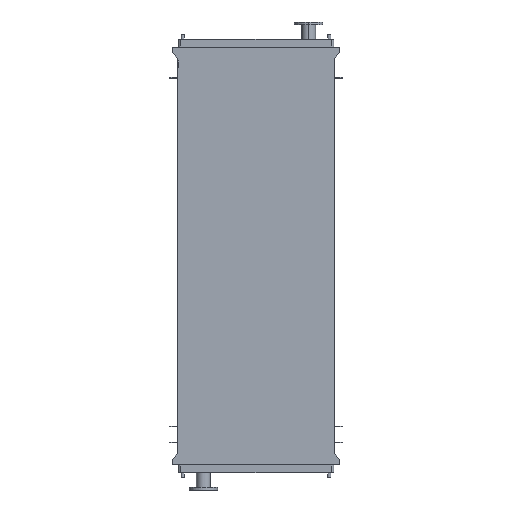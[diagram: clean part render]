
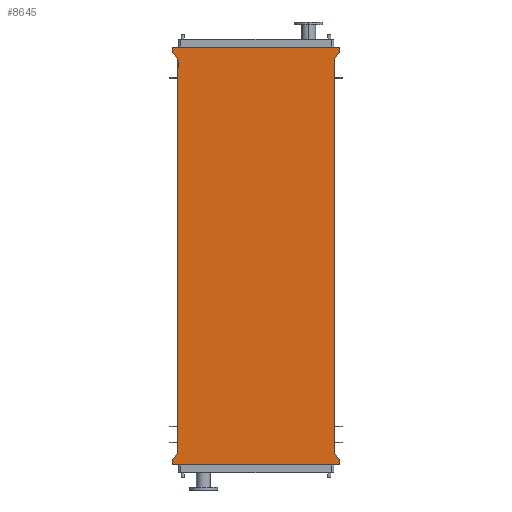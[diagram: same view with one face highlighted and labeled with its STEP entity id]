
A CAD part, front view. The second image highlights one B-rep face of the part: STEP entity #8645.
In plain terms, the highlighted planar face has unit normal (0, -1, 0).
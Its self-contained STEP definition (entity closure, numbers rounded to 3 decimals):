
#84 = CARTESIAN_POINT ( 'NONE',  ( -605., 0., -3050. ) ) ;
#125 = EDGE_CURVE ( 'NONE', #12051, #11160, #2997, .T. ) ;
#191 = LINE ( 'NONE', #5559, #11394 ) ;
#366 = LINE ( 'NONE', #3240, #8602 ) ;
#505 = EDGE_CURVE ( 'NONE', #7264, #17187, #11790, .T. ) ;
#625 = CARTESIAN_POINT ( 'NONE',  ( -651., 0., -3103. ) ) ;
#1101 = EDGE_CURVE ( 'NONE', #17187, #12051, #3522, .T. ) ;
#1269 = EDGE_CURVE ( 'NONE', #9573, #7264, #191, .T. ) ;
#1427 = CARTESIAN_POINT ( 'NONE',  ( 651., 0., -3145. ) ) ;
#1585 = CARTESIAN_POINT ( 'NONE',  ( 651., 0., -3145. ) ) ;
#1621 = EDGE_CURVE ( 'NONE', #11337, #8473, #366, .T. ) ;
#1798 = ORIENTED_EDGE ( 'NONE', *, *, #8554, .F. ) ;
#2222 = CARTESIAN_POINT ( 'NONE',  ( -605., 0., -3050. ) ) ;
#2228 = EDGE_CURVE ( 'NONE', #8787, #5197, #12764, .T. ) ;
#2256 = EDGE_LOOP ( 'NONE', ( #8722, #16825, #9571, #12241, #7742, #13684, #15000, #13235, #14625, #1798, #5694, #9124 ) ) ;
#2448 = VERTEX_POINT ( 'NONE', #1427 ) ;
#2631 = DIRECTION ( 'NONE',  ( 0.655, 0., 0.755 ) ) ;
#2846 = LINE ( 'NONE', #9708, #12330 ) ;
#2867 = LINE ( 'NONE', #14815, #13167 ) ;
#2997 = LINE ( 'NONE', #8460, #3492 ) ;
#3224 = EDGE_CURVE ( 'NONE', #5197, #6318, #11804, .T. ) ;
#3240 = CARTESIAN_POINT ( 'NONE',  ( 605., 0., -3050. ) ) ;
#3273 = CARTESIAN_POINT ( 'NONE',  ( -651., 0., 95. ) ) ;
#3492 = VECTOR ( 'NONE', #8201, 1000. ) ;
#3522 = LINE ( 'NONE', #2222, #7757 ) ;
#3531 = CARTESIAN_POINT ( 'NONE',  ( -605., 0., -3050. ) ) ;
#3609 = CARTESIAN_POINT ( 'NONE',  ( 651., 0., 53. ) ) ;
#3734 = LINE ( 'NONE', #17065, #7274 ) ;
#3940 = VERTEX_POINT ( 'NONE', #6026 ) ;
#4710 = CARTESIAN_POINT ( 'NONE',  ( 605., 0., -3050. ) ) ;
#4966 = VECTOR ( 'NONE', #13038, 1000. ) ;
#5197 = VERTEX_POINT ( 'NONE', #12170 ) ;
#5328 = DIRECTION ( 'NONE',  ( 0.655, 0., -0.755 ) ) ;
#5559 = CARTESIAN_POINT ( 'NONE',  ( -651., 0., -3103. ) ) ;
#5694 = ORIENTED_EDGE ( 'NONE', *, *, #9337, .F. ) ;
#5937 = DIRECTION ( 'NONE',  ( 0., -1., 0. ) ) ;
#6026 = CARTESIAN_POINT ( 'NONE',  ( 651., 0., -3103. ) ) ;
#6168 = AXIS2_PLACEMENT_3D ( 'NONE', #3531, #5937, #11470 ) ;
#6201 = LINE ( 'NONE', #7681, #4966 ) ;
#6318 = VERTEX_POINT ( 'NONE', #3609 ) ;
#6331 = VECTOR ( 'NONE', #2631, 1000. ) ;
#6698 = DIRECTION ( 'NONE',  ( 0., 0., -1. ) ) ;
#7264 = VERTEX_POINT ( 'NONE', #625 ) ;
#7274 = VECTOR ( 'NONE', #5328, 1000. ) ;
#7587 = DIRECTION ( 'NONE',  ( 0., 0., 1. ) ) ;
#7681 = CARTESIAN_POINT ( 'NONE',  ( -651., 0., 53. ) ) ;
#7742 = ORIENTED_EDGE ( 'NONE', *, *, #16101, .F. ) ;
#7757 = VECTOR ( 'NONE', #7587, 1000. ) ;
#8090 = EDGE_CURVE ( 'NONE', #6318, #8473, #2867, .T. ) ;
#8201 = DIRECTION ( 'NONE',  ( -0.655, 0., 0.755 ) ) ;
#8301 = PLANE ( 'NONE',  #6168 ) ;
#8384 = EDGE_CURVE ( 'NONE', #11337, #3940, #3734, .T. ) ;
#8460 = CARTESIAN_POINT ( 'NONE',  ( -605., 0., 0. ) ) ;
#8473 = VERTEX_POINT ( 'NONE', #10514 ) ;
#8554 = EDGE_CURVE ( 'NONE', #2448, #9573, #2846, .T. ) ;
#8602 = VECTOR ( 'NONE', #9677, 1000. ) ;
#8642 = CARTESIAN_POINT ( 'NONE',  ( -651., 0., 95. ) ) ;
#8645 = ADVANCED_FACE ( 'NONE', ( #9624 ), #8301, .T. ) ;
#8722 = ORIENTED_EDGE ( 'NONE', *, *, #1621, .T. ) ;
#8787 = VERTEX_POINT ( 'NONE', #3273 ) ;
#9124 = ORIENTED_EDGE ( 'NONE', *, *, #8384, .F. ) ;
#9238 = CARTESIAN_POINT ( 'NONE',  ( -605., 0., 0. ) ) ;
#9337 = EDGE_CURVE ( 'NONE', #3940, #2448, #17279, .T. ) ;
#9562 = VECTOR ( 'NONE', #13197, 1000. ) ;
#9571 = ORIENTED_EDGE ( 'NONE', *, *, #3224, .F. ) ;
#9573 = VERTEX_POINT ( 'NONE', #13313 ) ;
#9624 = FACE_OUTER_BOUND ( 'NONE', #2256, .T. ) ;
#9677 = DIRECTION ( 'NONE',  ( 0., 0., 1. ) ) ;
#9708 = CARTESIAN_POINT ( 'NONE',  ( -651., 0., -3145. ) ) ;
#10135 = CARTESIAN_POINT ( 'NONE',  ( 651., 0., 95. ) ) ;
#10514 = CARTESIAN_POINT ( 'NONE',  ( 605., 0., 0. ) ) ;
#10883 = DIRECTION ( 'NONE',  ( -0.655, 0., -0.755 ) ) ;
#11160 = VERTEX_POINT ( 'NONE', #14806 ) ;
#11337 = VERTEX_POINT ( 'NONE', #4710 ) ;
#11369 = DIRECTION ( 'NONE',  ( 1., 0., 0. ) ) ;
#11394 = VECTOR ( 'NONE', #14593, 1000. ) ;
#11470 = DIRECTION ( 'NONE',  ( 0., 0., -1. ) ) ;
#11790 = LINE ( 'NONE', #84, #6331 ) ;
#11804 = LINE ( 'NONE', #10135, #9562 ) ;
#12051 = VERTEX_POINT ( 'NONE', #9238 ) ;
#12170 = CARTESIAN_POINT ( 'NONE',  ( 651., 0., 95. ) ) ;
#12241 = ORIENTED_EDGE ( 'NONE', *, *, #2228, .F. ) ;
#12330 = VECTOR ( 'NONE', #13491, 1000. ) ;
#12358 = VECTOR ( 'NONE', #6698, 1000. ) ;
#12764 = LINE ( 'NONE', #8642, #15874 ) ;
#13038 = DIRECTION ( 'NONE',  ( 0., 0., 1. ) ) ;
#13167 = VECTOR ( 'NONE', #10883, 1000. ) ;
#13197 = DIRECTION ( 'NONE',  ( 0., 0., -1. ) ) ;
#13235 = ORIENTED_EDGE ( 'NONE', *, *, #505, .F. ) ;
#13313 = CARTESIAN_POINT ( 'NONE',  ( -651., 0., -3145. ) ) ;
#13491 = DIRECTION ( 'NONE',  ( -1., 0., 0. ) ) ;
#13684 = ORIENTED_EDGE ( 'NONE', *, *, #125, .F. ) ;
#14359 = CARTESIAN_POINT ( 'NONE',  ( -605., 0., -3050. ) ) ;
#14593 = DIRECTION ( 'NONE',  ( 0., 0., 1. ) ) ;
#14625 = ORIENTED_EDGE ( 'NONE', *, *, #1269, .F. ) ;
#14806 = CARTESIAN_POINT ( 'NONE',  ( -651., 0., 53. ) ) ;
#14815 = CARTESIAN_POINT ( 'NONE',  ( 651., 0., 53. ) ) ;
#15000 = ORIENTED_EDGE ( 'NONE', *, *, #1101, .F. ) ;
#15874 = VECTOR ( 'NONE', #11369, 1000. ) ;
#16101 = EDGE_CURVE ( 'NONE', #11160, #8787, #6201, .T. ) ;
#16825 = ORIENTED_EDGE ( 'NONE', *, *, #8090, .F. ) ;
#17065 = CARTESIAN_POINT ( 'NONE',  ( 651., 0., -3103. ) ) ;
#17187 = VERTEX_POINT ( 'NONE', #14359 ) ;
#17279 = LINE ( 'NONE', #1585, #12358 ) ;
